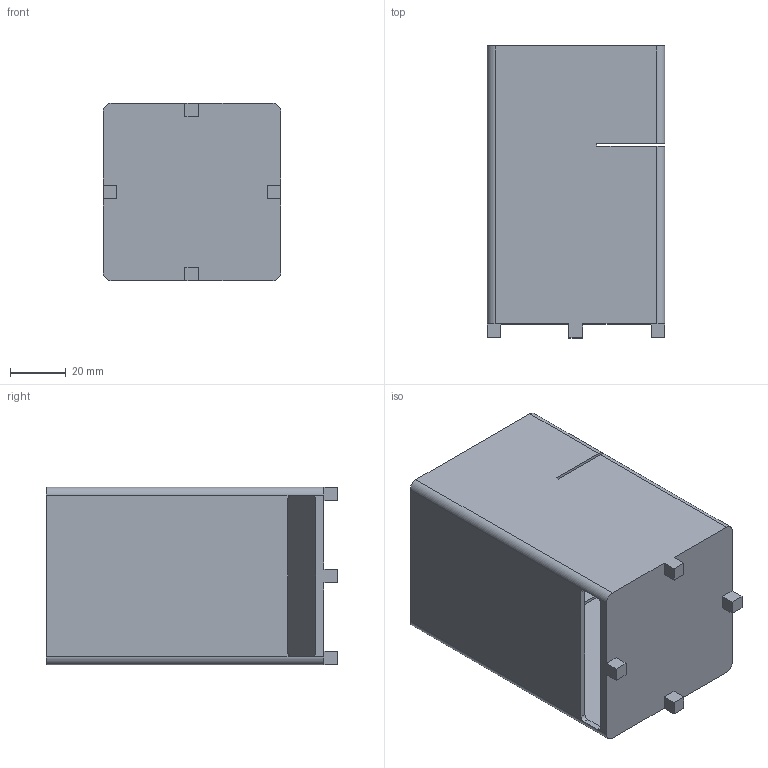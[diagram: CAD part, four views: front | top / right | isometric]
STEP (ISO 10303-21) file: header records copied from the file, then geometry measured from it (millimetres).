
FILE_DESCRIPTION((''),'2;1');
FILE_NAME('TEST1','2020-12-06T',('LG'),(''),'CREO PARAMETRIC BY PTC INC, 2016130','CREO PARAMETRIC BY PTC INC, 2016130','');
FILE_SCHEMA(('CONFIG_CONTROL_DESIGN'));
Length unit declared in the file: millimetre
Products named in the file (1): TEST1
Bounding box: 64 x 105 x 64 mm (x, y, z)
Volume: 58050.7 mm3; surface area: 64849.1 mm2
Topology: 1 solids, 1 shells, 54 faces, 154 edges, 100 vertices
Faces by surface type: plane 44, cylinder 10
Entity records: 1780 total; most frequent: CARTESIAN_POINT 308, ORIENTED_EDGE 308, DIRECTION 282, EDGE_CURVE 154, VECTOR 134, LINE 134, VERTEX_POINT 100, AXIS2_PLACEMENT_3D 74
